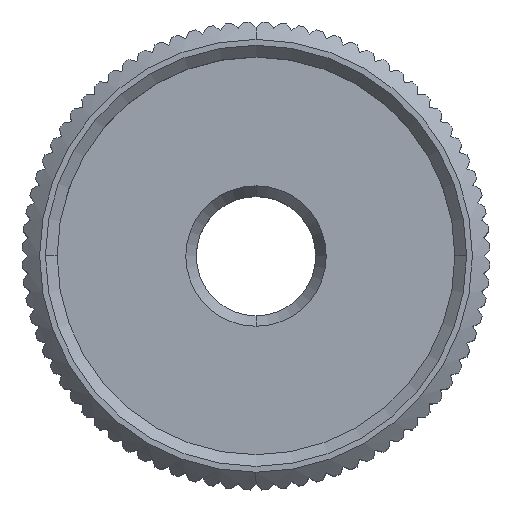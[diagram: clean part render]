
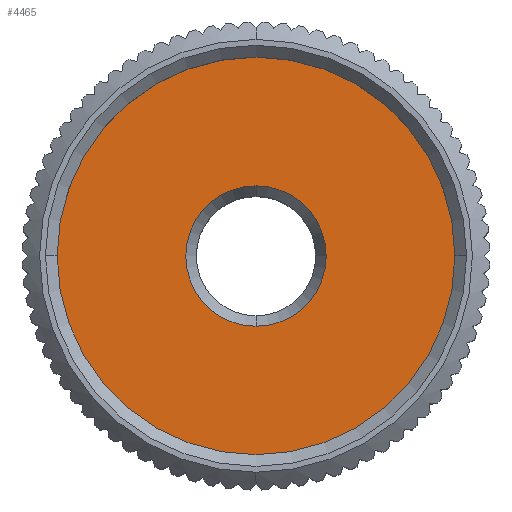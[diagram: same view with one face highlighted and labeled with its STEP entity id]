
A CAD part, top view. The second image highlights one B-rep face of the part: STEP entity #4465.
In plain terms, the highlighted planar face has unit normal (0, 0, 1).
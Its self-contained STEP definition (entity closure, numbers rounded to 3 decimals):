
#1633=EDGE_CURVE('',#2077,#3177,#4754,.T.);
#2077=VERTEX_POINT('',#5229);
#2337=VERTEX_POINT('',#5514);
#2703=EDGE_CURVE('',#2337,#3587,#5913,.T.);
#2707=EDGE_CURVE('',#3177,#2077,#5917,.T.);
#3177=VERTEX_POINT('',#6427);
#3587=VERTEX_POINT('',#6872);
#4111=EDGE_CURVE('',#3587,#2337,#7444,.T.);
#4465=ADVANCED_FACE('',(#7830,#7831),#7832,.T.);
#4754=CIRCLE('',#8196,17.0);
#5229=CARTESIAN_POINT('',(17.0,0.,14.0));
#5514=CARTESIAN_POINT('',(0.,-6.,14.0));
#5913=CIRCLE('',#10636,6.0);
#5917=CIRCLE('',#10642,17.0);
#6427=CARTESIAN_POINT('',(-17.0,0.,14.0));
#6872=CARTESIAN_POINT('',(0.,6.,14.0));
#7444=CIRCLE('',#14142,6.0);
#7830=FACE_OUTER_BOUND('',#14965,.T.);
#7831=FACE_BOUND('',#14966,.T.);
#7832=PLANE('',#14967);
#8196=AXIS2_PLACEMENT_3D('',#15549,#15550,#15551);
#10636=AXIS2_PLACEMENT_3D('',#16907,#16908,#16909);
#10642=AXIS2_PLACEMENT_3D('',#16913,#16914,#16915);
#14142=AXIS2_PLACEMENT_3D('',#18249,#18250,#18251);
#14965=EDGE_LOOP('',(#18719,#18720));
#14966=EDGE_LOOP('',(#18721,#18722));
#14967=AXIS2_PLACEMENT_3D('',#18723,#18724,#18725);
#15549=CARTESIAN_POINT('',(0.,0.,14.0));
#15550=DIRECTION('',(0.,0.,-1.0));
#15551=DIRECTION('',(-1.0,0.,0.));
#16907=CARTESIAN_POINT('',(0.,0.,14.0));
#16908=DIRECTION('',(0.,0.,1.0));
#16909=DIRECTION('',(0.,-1.0,0.));
#16913=CARTESIAN_POINT('',(0.,0.,14.0));
#16914=DIRECTION('',(0.,0.,-1.0));
#16915=DIRECTION('',(-1.0,0.,0.));
#18249=CARTESIAN_POINT('',(0.,0.,14.0));
#18250=DIRECTION('',(0.,0.,1.0));
#18251=DIRECTION('',(0.,-1.0,0.));
#18719=ORIENTED_EDGE('',*,*,#1633,.F.);
#18720=ORIENTED_EDGE('',*,*,#2707,.F.);
#18721=ORIENTED_EDGE('',*,*,#2703,.F.);
#18722=ORIENTED_EDGE('',*,*,#4111,.F.);
#18723=CARTESIAN_POINT('',(0.,-10.75,14.0));
#18724=DIRECTION('',(0.,0.,1.0));
#18725=DIRECTION('',(0.,-1.0,0.0));
